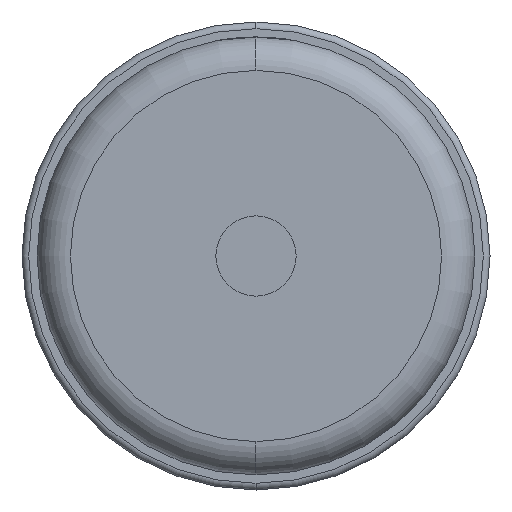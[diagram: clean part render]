
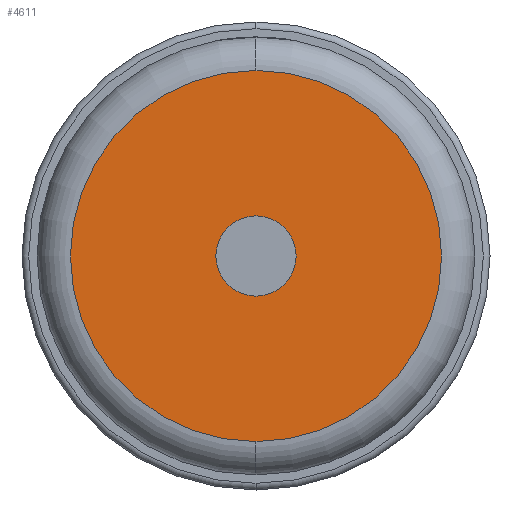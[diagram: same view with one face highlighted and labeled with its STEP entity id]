
A CAD part, left-side view. The second image highlights one B-rep face of the part: STEP entity #4611.
In plain terms, the highlighted planar face has unit normal (-1, 0, 0).
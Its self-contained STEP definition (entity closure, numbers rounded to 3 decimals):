
#86 = AXIS2_PLACEMENT_3D ( 'NONE', #3304, #512, #4077 ) ;
#148 = VERTEX_POINT ( 'NONE', #4272 ) ;
#158 = AXIS2_PLACEMENT_3D ( 'NONE', #3989, #4379, #2747 ) ;
#182 = AXIS2_PLACEMENT_3D ( 'NONE', #1258, #4745, #2410 ) ;
#351 = AXIS2_PLACEMENT_3D ( 'NONE', #1860, #3093, #5025 ) ;
#371 = ORIENTED_EDGE ( 'NONE', *, *, #3485, .F. ) ;
#498 = ORIENTED_EDGE ( 'NONE', *, *, #1184, .T. ) ;
#512 = DIRECTION ( 'NONE',  ( -1., 0., 0. ) ) ;
#515 = VERTEX_POINT ( 'NONE', #2074 ) ;
#526 = CIRCLE ( 'NONE', #86, 27.75 ) ;
#530 = DIRECTION ( 'NONE',  ( 0., 0., -1. ) ) ;
#762 = CIRCLE ( 'NONE', #182, 6. ) ;
#777 = EDGE_CURVE ( 'NONE', #515, #1597, #2858, .T. ) ;
#862 = CARTESIAN_POINT ( 'NONE',  ( 0., 0., 0. ) ) ;
#869 = CIRCLE ( 'NONE', #3144, 6. ) ;
#1071 = VERTEX_POINT ( 'NONE', #4380 ) ;
#1184 = EDGE_CURVE ( 'NONE', #1597, #515, #526, .T. ) ;
#1195 = DIRECTION ( 'NONE',  ( -1., 0., 0. ) ) ;
#1234 = FACE_BOUND ( 'NONE', #4849, .T. ) ;
#1258 = CARTESIAN_POINT ( 'NONE',  ( 0., 0., 0. ) ) ;
#1597 = VERTEX_POINT ( 'NONE', #4590 ) ;
#1860 = CARTESIAN_POINT ( 'NONE',  ( 0., 0., 0. ) ) ;
#2074 = CARTESIAN_POINT ( 'NONE',  ( 0., 0., -27.75 ) ) ;
#2410 = DIRECTION ( 'NONE',  ( 0., 0., -1. ) ) ;
#2454 = ORIENTED_EDGE ( 'NONE', *, *, #4720, .F. ) ;
#2745 = ORIENTED_EDGE ( 'NONE', *, *, #777, .T. ) ;
#2747 = DIRECTION ( 'NONE',  ( 0., 0., -1. ) ) ;
#2858 = CIRCLE ( 'NONE', #351, 27.75 ) ;
#3093 = DIRECTION ( 'NONE',  ( -1., 0., 0. ) ) ;
#3144 = AXIS2_PLACEMENT_3D ( 'NONE', #862, #1195, #530 ) ;
#3211 = PLANE ( 'NONE',  #158 ) ;
#3304 = CARTESIAN_POINT ( 'NONE',  ( 0., 0., 0. ) ) ;
#3485 = EDGE_CURVE ( 'NONE', #1071, #148, #762, .T. ) ;
#3510 = FACE_OUTER_BOUND ( 'NONE', #4853, .T. ) ;
#3989 = CARTESIAN_POINT ( 'NONE',  ( 0., 0., 0. ) ) ;
#4077 = DIRECTION ( 'NONE',  ( 0., 0., -1. ) ) ;
#4272 = CARTESIAN_POINT ( 'NONE',  ( 0., 0., 6. ) ) ;
#4379 = DIRECTION ( 'NONE',  ( 1., 0., 0. ) ) ;
#4380 = CARTESIAN_POINT ( 'NONE',  ( 0., 0., -6. ) ) ;
#4590 = CARTESIAN_POINT ( 'NONE',  ( 0., 0., 27.75 ) ) ;
#4611 = ADVANCED_FACE ( 'NONE', ( #3510, #1234 ), #3211, .F. ) ;
#4720 = EDGE_CURVE ( 'NONE', #148, #1071, #869, .T. ) ;
#4745 = DIRECTION ( 'NONE',  ( -1., 0., 0. ) ) ;
#4849 = EDGE_LOOP ( 'NONE', ( #371, #2454 ) ) ;
#4853 = EDGE_LOOP ( 'NONE', ( #2745, #498 ) ) ;
#5025 = DIRECTION ( 'NONE',  ( 0., 0., -1. ) ) ;
